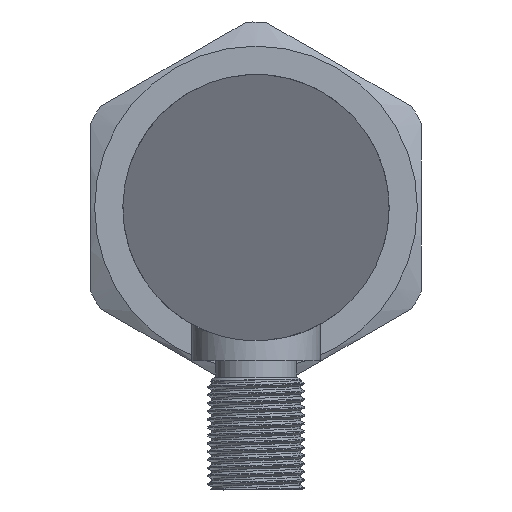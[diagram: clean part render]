
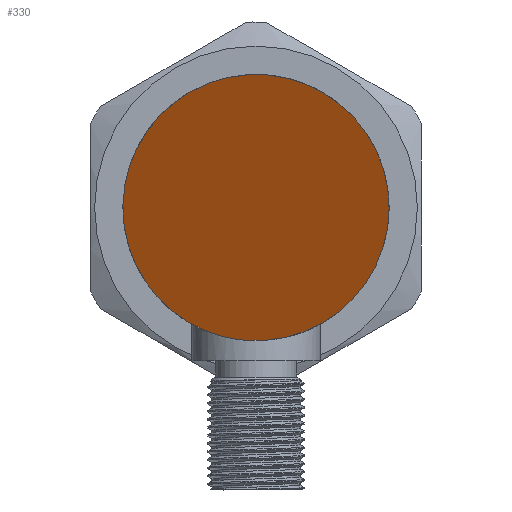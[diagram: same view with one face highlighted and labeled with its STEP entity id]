
A CAD part, left-side view. The second image highlights one B-rep face of the part: STEP entity #330.
In plain terms, the highlighted planar face has unit normal (-0.878, 0, -0.479).
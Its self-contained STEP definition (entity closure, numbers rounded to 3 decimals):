
#94=ELLIPSE('',#1278,18.798,16.497);
#116=LINE('',#2973,#135);
#135=VECTOR('',#1550,1.);
#221=FACE_OUTER_BOUND('',#588,.T.);
#330=ADVANCED_FACE('',(#221),#373,.T.);
#373=PLANE('',#1279);
#588=EDGE_LOOP('',(#809,#810));
#809=ORIENTED_EDGE('',*,*,#1067,.T.);
#810=ORIENTED_EDGE('',*,*,#1066,.F.);
#945=VERTEX_POINT('',#2971);
#946=VERTEX_POINT('',#2972);
#1066=EDGE_CURVE('',#946,#945,#116,.T.);
#1067=EDGE_CURVE('',#946,#945,#94,.T.);
#1278=AXIS2_PLACEMENT_3D('',#2975,#1553,#1554);
#1279=AXIS2_PLACEMENT_3D('',#2976,#1555,#1556);
#1550=DIRECTION('',(0.,1.,0.));
#1553=DIRECTION('',(-0.878,0.,-0.479));
#1554=DIRECTION('',(0.479,0.,-0.878));
#1555=DIRECTION('',(-0.878,0.,-0.479));
#1556=DIRECTION('',(-0.479,0.,0.878));
#2971=CARTESIAN_POINT('',(-53.,24.926,-40.127));
#2972=CARTESIAN_POINT('',(-53.,22.574,-40.127));
#2973=CARTESIAN_POINT('',(-53.,106.75,-40.127));
#2975=CARTESIAN_POINT('',(-61.989,23.75,-23.671));
#2976=CARTESIAN_POINT('',(-71.,106.75,-7.174));
